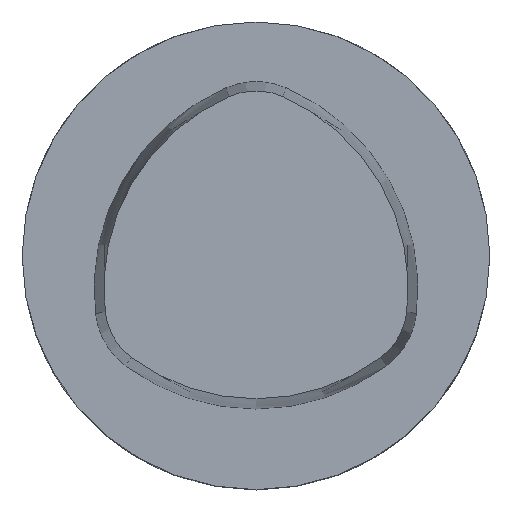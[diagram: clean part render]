
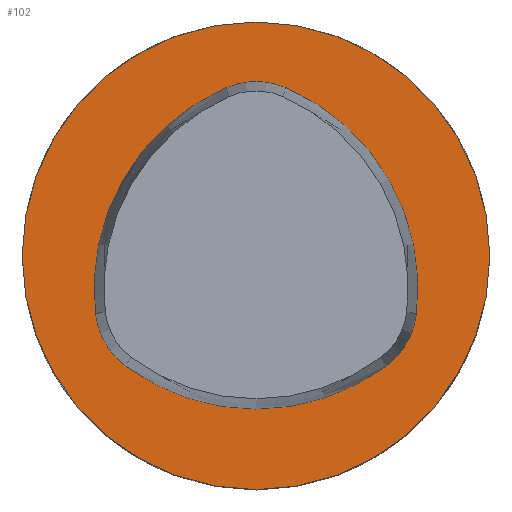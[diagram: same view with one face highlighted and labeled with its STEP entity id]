
A CAD part, top view. The second image highlights one B-rep face of the part: STEP entity #102.
In plain terms, the highlighted planar face has unit normal (0, 0, 1).
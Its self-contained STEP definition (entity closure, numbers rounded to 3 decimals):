
#69=CIRCLE('',#741,25.);
#102=ADVANCED_FACE('',(#172),#143,.T.);
#143=PLANE('',#748);
#172=FACE_OUTER_BOUND('',#217,.T.);
#217=EDGE_LOOP('',(#298));
#298=ORIENTED_EDGE('',*,*,#529,.T.);
#468=VERTEX_POINT('',#1063);
#529=EDGE_CURVE('',#468,#468,#69,.T.);
#741=AXIS2_PLACEMENT_3D('',#1062,#842,#843);
#748=AXIS2_PLACEMENT_3D('',#1083,#860,#861);
#842=DIRECTION('',(0.,0.,1.));
#843=DIRECTION('',(1.,0.,0.));
#860=DIRECTION('',(0.,0.,1.));
#861=DIRECTION('',(1.,0.,0.));
#1062=CARTESIAN_POINT('',(0.,0.,0.));
#1063=CARTESIAN_POINT('',(25.,0.,0.));
#1083=CARTESIAN_POINT('',(0.,0.,0.));
